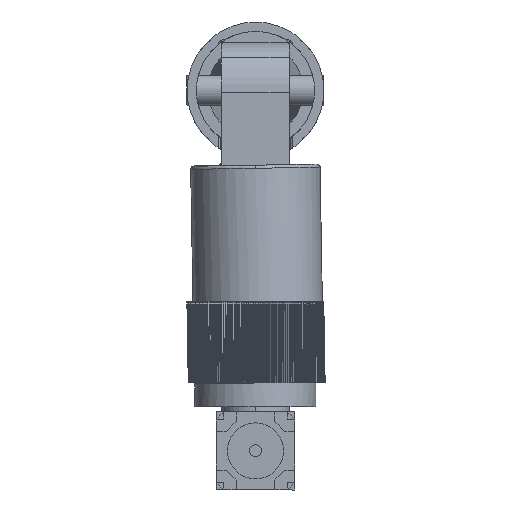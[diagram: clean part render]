
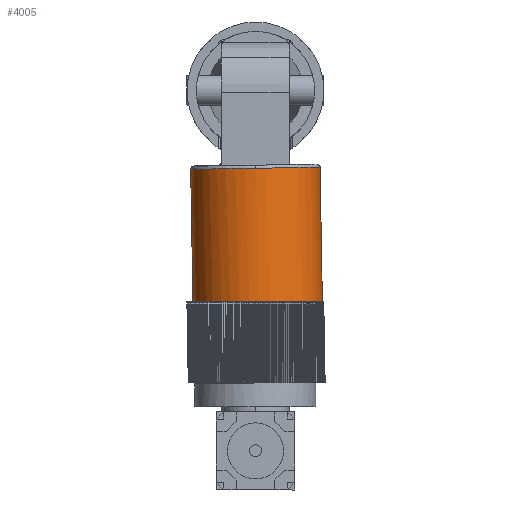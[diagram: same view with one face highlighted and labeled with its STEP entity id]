
A CAD part, front view. The second image highlights one B-rep face of the part: STEP entity #4005.
In plain terms, the highlighted cylindrical face has radius 5.2 mm (diameter 10.4 mm), a partial arc.
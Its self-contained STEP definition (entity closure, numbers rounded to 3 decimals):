
#660 = ORIENTED_EDGE ( 'NONE', *, *, #10207, .F. ) ;
#789 = CARTESIAN_POINT ( 'NONE',  ( 5.243, 17., -5.453 ) ) ;
#1490 = CARTESIAN_POINT ( 'NONE',  ( -5.015, 17., 5.089 ) ) ;
#1989 = CARTESIAN_POINT ( 'NONE',  ( 5.199, 5.911, 4.929 ) ) ;
#2341 = CYLINDRICAL_SURFACE ( 'NONE', #23324, 5.2 ) ;
#2879 = ORIENTED_EDGE ( 'NONE', *, *, #12766, .F. ) ;
#3016 = DIRECTION ( 'NONE',  ( 1., -0.017, -0.014 ) ) ;
#3101 = EDGE_CURVE ( 'NONE', #10347, #21828, #18999, .T. ) ;
#3669 = CARTESIAN_POINT ( 'NONE',  ( -5.199, 6.086, 5.072 ) ) ;
#4005 = ADVANCED_FACE ( 'NONE', ( #17522 ), #2341, .T. ) ;
#4163 = CARTESIAN_POINT ( 'NONE',  ( 0.004, 6.257, -0.2 ) ) ;
#4524 = LINE ( 'NONE', #1989, #8661 ) ;
#4952 =( BOUNDED_CURVE ( )  B_SPLINE_CURVE ( 3, ( #13665, #20282, #789, #6796 ),
 .UNSPECIFIED., .F., .F. ) 
 B_SPLINE_CURVE_WITH_KNOTS ( ( 4, 4 ),
 ( 3.033, 6.174 ),
 .UNSPECIFIED. ) 
 CURVE ( )  GEOMETRIC_REPRESENTATION_ITEM ( )  RATIONAL_B_SPLINE_CURVE ( ( 1., 0.333, 0.333, 1. ) ) 
 REPRESENTATION_ITEM ( '' )  );
#5527 = AXIS2_PLACEMENT_3D ( 'NONE', #26642, #13311, #3016 ) ;
#5939 = CIRCLE ( 'NONE', #11893, 5.2 ) ;
#6796 = CARTESIAN_POINT ( 'NONE',  ( 5.386, 17., 4.946 ) ) ;
#8440 = DIRECTION ( 'NONE',  ( 1., -0.017, -0.014 ) ) ;
#8661 = VECTOR ( 'NONE', #13272, 1000. ) ;
#10207 = EDGE_CURVE ( 'NONE', #15596, #27767, #4524, .T. ) ;
#10347 = VERTEX_POINT ( 'NONE', #22297 ) ;
#11255 = EDGE_CURVE ( 'NONE', #22372, #15596, #5939, .T. ) ;
#11265 = ORIENTED_EDGE ( 'NONE', *, *, #19450, .T. ) ;
#11719 = EDGE_LOOP ( 'NONE', ( #2879, #15189, #11265, #660, #17481 ) ) ;
#11893 = AXIS2_PLACEMENT_3D ( 'NONE', #19311, #16613, #8440 ) ;
#12766 = EDGE_CURVE ( 'NONE', #10347, #22372, #25648, .T. ) ;
#13272 = DIRECTION ( 'NONE',  ( 0.017, 1., 0.002 ) ) ;
#13311 = DIRECTION ( 'NONE',  ( -0.017, -1., -0.002 ) ) ;
#13665 = CARTESIAN_POINT ( 'NONE',  ( -5.015, 17., 5.089 ) ) ;
#15189 = ORIENTED_EDGE ( 'NONE', *, *, #3101, .T. ) ;
#15596 = VERTEX_POINT ( 'NONE', #19579 ) ;
#16613 = DIRECTION ( 'NONE',  ( -0.017, -1., -0.002 ) ) ;
#17481 = ORIENTED_EDGE ( 'NONE', *, *, #11255, .F. ) ;
#17522 = FACE_OUTER_BOUND ( 'NONE', #11719, .T. ) ;
#17565 = VECTOR ( 'NONE', #21300, 1000. ) ;
#18999 = LINE ( 'NONE', #3669, #17565 ) ;
#19311 = CARTESIAN_POINT ( 'NONE',  ( 0.004, 6.248, 5. ) ) ;
#19450 = EDGE_CURVE ( 'NONE', #21828, #27767, #4952, .T. ) ;
#19579 = CARTESIAN_POINT ( 'NONE',  ( 5.203, 6.161, 4.929 ) ) ;
#19666 = DIRECTION ( 'NONE',  ( 0.017, 1., 0.002 ) ) ;
#20282 = CARTESIAN_POINT ( 'NONE',  ( -5.158, 17., -5.31 ) ) ;
#21300 = DIRECTION ( 'NONE',  ( 0.017, 1., 0.002 ) ) ;
#21828 = VERTEX_POINT ( 'NONE', #1490 ) ;
#22297 = CARTESIAN_POINT ( 'NONE',  ( -5.195, 6.336, 5.072 ) ) ;
#22372 = VERTEX_POINT ( 'NONE', #4163 ) ;
#23324 = AXIS2_PLACEMENT_3D ( 'NONE', #23837, #19666, #27996 ) ;
#23837 = CARTESIAN_POINT ( 'NONE',  ( 0., 5.998, 5. ) ) ;
#24612 = CARTESIAN_POINT ( 'NONE',  ( 5.386, 17., 4.946 ) ) ;
#25648 = CIRCLE ( 'NONE', #5527, 5.2 ) ;
#26642 = CARTESIAN_POINT ( 'NONE',  ( 0.004, 6.248, 5. ) ) ;
#27767 = VERTEX_POINT ( 'NONE', #24612 ) ;
#27996 = DIRECTION ( 'NONE',  ( 1., -0.017, -0.014 ) ) ;
